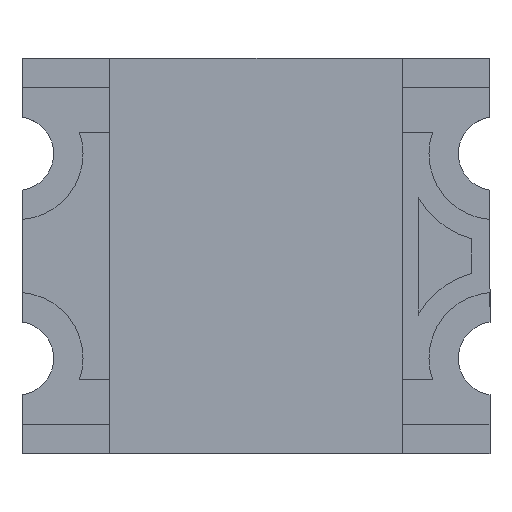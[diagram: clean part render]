
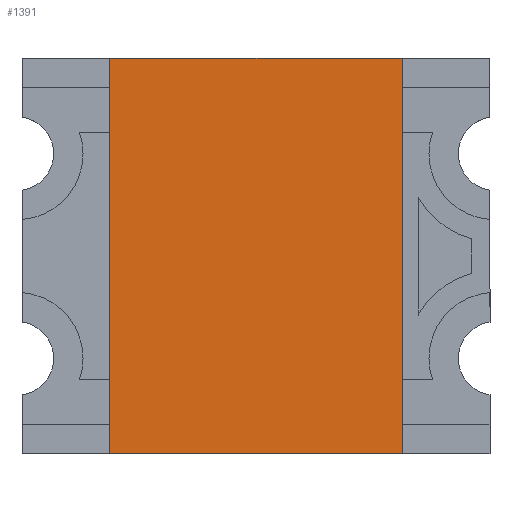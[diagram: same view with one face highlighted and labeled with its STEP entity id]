
A CAD part, top view. The second image highlights one B-rep face of the part: STEP entity #1391.
In plain terms, the highlighted face is planar.
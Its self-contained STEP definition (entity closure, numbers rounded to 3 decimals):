
#66=FACE_OUTER_BOUND('',#144,.T.);
#144=EDGE_LOOP('',(#870,#871,#872,#873));
#222=LINE('',#1984,#386);
#223=LINE('',#1986,#387);
#224=LINE('',#1988,#388);
#225=LINE('',#1989,#389);
#386=VECTOR('',#1603,10.);
#387=VECTOR('',#1604,10.);
#388=VECTOR('',#1605,10.);
#389=VECTOR('',#1606,10.);
#550=VERTEX_POINT('',#1982);
#551=VERTEX_POINT('',#1983);
#552=VERTEX_POINT('',#1985);
#553=VERTEX_POINT('',#1987);
#678=EDGE_CURVE('',#550,#551,#222,.T.);
#679=EDGE_CURVE('',#551,#552,#223,.T.);
#680=EDGE_CURVE('',#552,#553,#224,.T.);
#681=EDGE_CURVE('',#553,#550,#225,.T.);
#870=ORIENTED_EDGE('',*,*,#678,.T.);
#871=ORIENTED_EDGE('',*,*,#679,.T.);
#872=ORIENTED_EDGE('',*,*,#680,.T.);
#873=ORIENTED_EDGE('',*,*,#681,.T.);
#1254=PLANE('',#1490);
#1391=ADVANCED_FACE('',(#66),#1254,.T.);
#1490=AXIS2_PLACEMENT_3D('',#1981,#1601,#1602);
#1601=DIRECTION('center_axis',(0.,1.,0.));
#1602=DIRECTION('ref_axis',(0.,0.,1.));
#1603=DIRECTION('',(-1.,0.,0.));
#1604=DIRECTION('',(0.,0.,1.));
#1605=DIRECTION('',(1.,0.,0.));
#1606=DIRECTION('',(0.,0.,-1.));
#1981=CARTESIAN_POINT('Origin',(-2.84,0.72,1.35));
#1982=CARTESIAN_POINT('',(1.,0.72,-1.35));
#1983=CARTESIAN_POINT('',(-1.,0.72,-1.35));
#1984=CARTESIAN_POINT('',(-2.84,0.72,-1.35));
#1985=CARTESIAN_POINT('',(-1.,0.72,1.35));
#1986=CARTESIAN_POINT('',(-1.,0.72,1.35));
#1987=CARTESIAN_POINT('',(1.,0.72,1.35));
#1988=CARTESIAN_POINT('',(-2.84,0.72,1.35));
#1989=CARTESIAN_POINT('',(1.,0.72,1.35));
